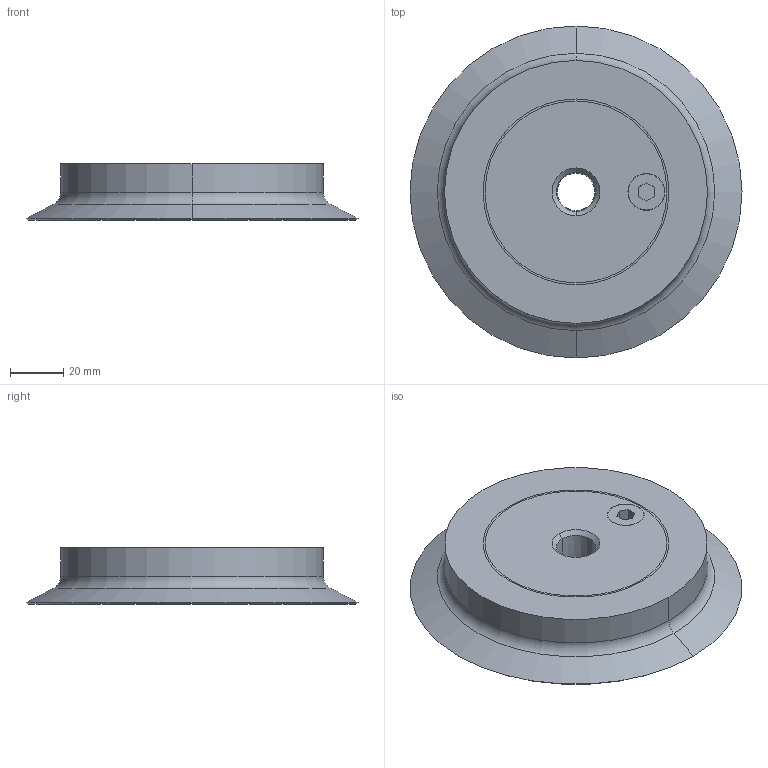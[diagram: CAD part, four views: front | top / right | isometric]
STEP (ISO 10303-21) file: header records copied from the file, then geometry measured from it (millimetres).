
FILE_DESCRIPTION(/* description */ (''),/* implementation_level */ '2;1');
FILE_NAME(/* name */ 'Ventosa.stp',/* time_stamp */ '2021-06-16T20:36:31-05:00',/* author */ ('angel'),/* organization */ ('TraceParts S.A.'),/* preprocessor_version */ 'ST-DEVELOPER v18.1',/* originating_system */ 'Autodesk Inventor 2021',/* authorisation */ '');
FILE_SCHEMA (('AUTOMOTIVE_DESIGN { 1 0 10303 214 3 1 1 }'));
Length unit declared in the file: millimetre
Products named in the file (1): 10_01_01_13205
Bounding box: 125 x 125 x 21.4 mm (x, y, z)
Volume: 148081.4 mm3; surface area: 62742.9 mm2
Topology: 3 solids, 3 shells, 203 faces, 460 edges, 280 vertices
Faces by surface type: cylinder 88, cone 53, plane 38, torus 20, bspline 4
Entity records: 6030 total; most frequent: DIRECTION 1128, CARTESIAN_POINT 1016, ORIENTED_EDGE 908, AXIS2_PLACEMENT_3D 480, EDGE_CURVE 454, CIRCLE 280, VERTEX_POINT 280, EDGE_LOOP 234
